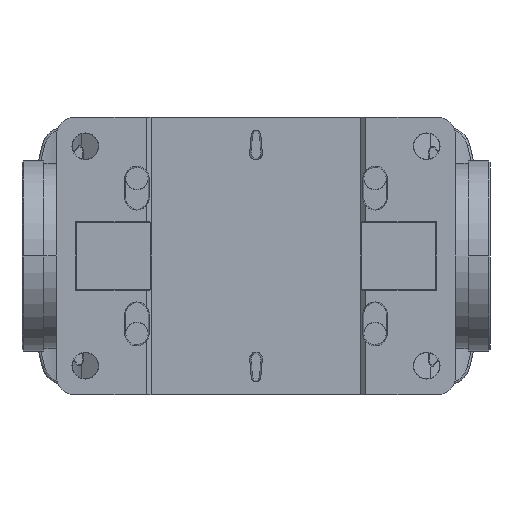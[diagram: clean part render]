
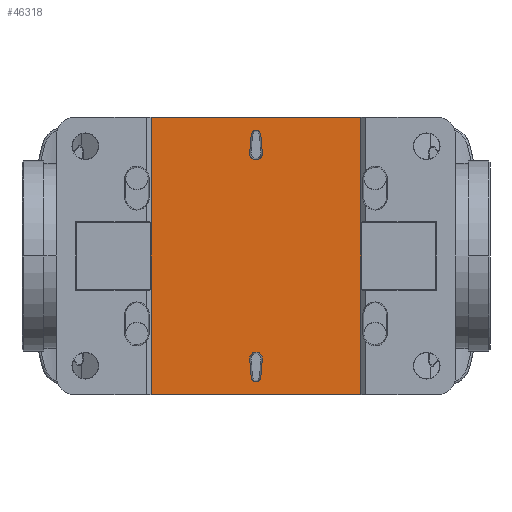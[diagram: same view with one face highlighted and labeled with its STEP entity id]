
A CAD part, front view. The second image highlights one B-rep face of the part: STEP entity #46318.
In plain terms, the highlighted planar face has unit normal (0, -1, 0).
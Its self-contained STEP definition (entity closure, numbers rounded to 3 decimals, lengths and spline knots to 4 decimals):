
#5143=DIRECTION('',(-1.,0.,0.));
#5144=VECTOR('',#5143,1.6929);
#5145=CARTESIAN_POINT('',(-3.6904,0.8724,
1.122));
#5146=LINE('',#5145,#5144);
#5147=DIRECTION('',(1.,0.,0.));
#5148=VECTOR('',#5147,1.6929);
#5149=CARTESIAN_POINT('',(-5.3833,0.8724,
-1.122));
#5150=LINE('',#5149,#5148);
#5151=DIRECTION('',(-0.087,0.,0.996));
#5152=VECTOR('',#5151,0.1491);
#5153=CARTESIAN_POINT('',(-4.5751,0.8724,
-0.981));
#5154=LINE('',#5153,#5152);
#5155=CARTESIAN_POINT('',(-4.5369,0.8724,
-0.9777));
#5156=DIRECTION('',(0.,1.,0.));
#5157=DIRECTION('',(0.996,0.,-0.087));
#5158=AXIS2_PLACEMENT_3D('',#5155,#5156,#5157);
#5160=DIRECTION('',(-0.087,0.,-0.996));
#5161=VECTOR('',#5160,0.1491);
#5162=CARTESIAN_POINT('',(-4.4856,0.8724,
-0.8325));
#5163=LINE('',#5162,#5161);
#5164=CARTESIAN_POINT('',(-4.5369,0.8724,
-0.828));
#5165=DIRECTION('',(0.,1.,0.));
#5166=DIRECTION('',(0.,0.,1.));
#5167=AXIS2_PLACEMENT_3D('',#5164,#5165,#5166);
#5169=CARTESIAN_POINT('',(-4.5369,0.8724,
-0.828));
#5170=DIRECTION('',(0.,1.,0.));
#5171=DIRECTION('',(-0.996,0.,-0.087));
#5172=AXIS2_PLACEMENT_3D('',#5169,#5170,#5171);
#5174=CARTESIAN_POINT('',(-4.4856,0.8724,
0.8323));
#5175=CARTESIAN_POINT('',(-4.4855,0.8724,
0.8306));
#5176=CARTESIAN_POINT('',(-4.4854,0.8724,
0.8272));
#5177=CARTESIAN_POINT('',(-4.4857,0.8724,
0.822));
#5178=CARTESIAN_POINT('',(-4.4866,0.8724,
0.8168));
#5179=CARTESIAN_POINT('',(-4.488,0.8724,
0.8117));
#5180=CARTESIAN_POINT('',(-4.49,0.8724,
0.8067));
#5181=CARTESIAN_POINT('',(-4.4924,0.8724,
0.8019));
#5182=CARTESIAN_POINT('',(-4.4954,0.8724,
0.7974));
#5183=CARTESIAN_POINT('',(-4.4988,0.8724,
0.7933));
#5184=CARTESIAN_POINT('',(-4.5026,0.8724,
0.7895));
#5185=CARTESIAN_POINT('',(-4.5068,0.8724,
0.7862));
#5186=CARTESIAN_POINT('',(-4.5113,0.8724,
0.7833));
#5187=CARTESIAN_POINT('',(-4.5161,0.8724,
0.7809));
#5188=CARTESIAN_POINT('',(-4.521,0.8724,
0.779));
#5189=CARTESIAN_POINT('',(-4.5262,0.8724,
0.7776));
#5190=CARTESIAN_POINT('',(-4.5315,0.8724,
0.7768));
#5191=CARTESIAN_POINT('',(-4.5369,0.8724,
0.7765));
#5192=CARTESIAN_POINT('',(-4.5422,0.8724,
0.7768));
#5193=CARTESIAN_POINT('',(-4.5475,0.8724,
0.7776));
#5194=CARTESIAN_POINT('',(-4.5527,0.8724,
0.779));
#5195=CARTESIAN_POINT('',(-4.5577,0.8724,
0.7809));
#5196=CARTESIAN_POINT('',(-4.5625,0.8724,
0.7833));
#5197=CARTESIAN_POINT('',(-4.567,0.8724,
0.7862));
#5198=CARTESIAN_POINT('',(-4.5711,0.8724,
0.7895));
#5199=CARTESIAN_POINT('',(-4.5749,0.8724,
0.7933));
#5200=CARTESIAN_POINT('',(-4.5783,0.8724,
0.7974));
#5201=CARTESIAN_POINT('',(-4.5813,0.8724,
0.8019));
#5202=CARTESIAN_POINT('',(-4.5838,0.8724,
0.8067));
#5203=CARTESIAN_POINT('',(-4.5857,0.8724,
0.8117));
#5204=CARTESIAN_POINT('',(-4.5871,0.8724,
0.8168));
#5205=CARTESIAN_POINT('',(-4.588,0.8724,
0.822));
#5206=CARTESIAN_POINT('',(-4.5884,0.8724,
0.8272));
#5207=CARTESIAN_POINT('',(-4.5883,0.8724,
0.8306));
#5208=CARTESIAN_POINT('',(-4.5881,0.8724,
0.8323));
#5210=DIRECTION('',(0.087,0.,-0.996));
#5211=VECTOR('',#5210,0.1492);
#5212=CARTESIAN_POINT('',(-4.4986,0.8724,
0.981));
#5213=LINE('',#5212,#5211);
#5214=CARTESIAN_POINT('',(-4.5369,0.8724,
0.9777));
#5215=DIRECTION('',(0.,1.,0.));
#5216=DIRECTION('',(0.,0.,1.));
#5217=AXIS2_PLACEMENT_3D('',#5214,#5215,#5216);
#5219=CARTESIAN_POINT('',(-4.5369,0.8724,
0.9777));
#5220=DIRECTION('',(0.,1.,0.));
#5221=DIRECTION('',(-0.996,0.,0.087));
#5222=AXIS2_PLACEMENT_3D('',#5219,#5220,#5221);
#5224=DIRECTION('',(0.087,0.,0.996));
#5225=VECTOR('',#5224,0.1492);
#5226=CARTESIAN_POINT('',(-4.5881,0.8724,
0.8324));
#5227=LINE('',#5226,#5225);
#5250=DIRECTION('',(0.,0.,1.));
#5251=VECTOR('',#5250,0.8469);
#5252=CARTESIAN_POINT('',(-5.3836,0.8722,
0.2751));
#5253=LINE('',#5252,#5251);
#5400=DIRECTION('',(0.,0.,1.));
#5401=VECTOR('',#5400,0.5502);
#5402=CARTESIAN_POINT('',(-5.3836,0.8722,
-0.2751));
#5403=LINE('',#5402,#5401);
#5444=DIRECTION('',(0.,0.,1.));
#5445=VECTOR('',#5444,0.8469);
#5446=CARTESIAN_POINT('',(-5.3833,0.8724,
-1.122));
#5447=LINE('',#5446,#5445);
#5564=DIRECTION('',(0.,0.,-1.));
#5565=VECTOR('',#5564,0.8469);
#5566=CARTESIAN_POINT('',(-3.6901,0.8722,
-0.2751));
#5567=LINE('',#5566,#5565);
#5652=DIRECTION('',(0.,0.,-1.));
#5653=VECTOR('',#5652,0.5502);
#5654=CARTESIAN_POINT('',(-3.6901,0.8722,
0.2751));
#5655=LINE('',#5654,#5653);
#5703=DIRECTION('',(0.,0.,-1.));
#5704=VECTOR('',#5703,0.8469);
#5705=CARTESIAN_POINT('',(-3.6904,0.8724,
1.122));
#5706=LINE('',#5705,#5704);
#36469=CARTESIAN_POINT('',(-4.5751,0.8724,
-0.981));
#36470=CARTESIAN_POINT('',(-4.5881,0.8724,
-0.8325));
#36471=VERTEX_POINT('',#36469);
#36472=VERTEX_POINT('',#36470);
#36473=CARTESIAN_POINT('',(-4.5369,0.8724,
-0.7766));
#36474=CARTESIAN_POINT('',(-4.4856,0.8724,
-0.8325));
#36475=VERTEX_POINT('',#36473);
#36476=VERTEX_POINT('',#36474);
#36477=CARTESIAN_POINT('',(-4.4986,0.8724,
-0.981));
#36478=VERTEX_POINT('',#36477);
#36479=CARTESIAN_POINT('',(-5.3836,0.8722,
0.2751));
#36480=CARTESIAN_POINT('',(-5.3833,0.8724,
1.122));
#36481=VERTEX_POINT('',#36479);
#36482=VERTEX_POINT('',#36480);
#36483=CARTESIAN_POINT('',(-5.3836,0.8722,
-0.2751));
#36484=VERTEX_POINT('',#36483);
#36485=CARTESIAN_POINT('',(-5.3833,0.8724,
-1.122));
#36486=VERTEX_POINT('',#36485);
#36487=CARTESIAN_POINT('',(-3.6904,0.8724,
-1.122));
#36488=VERTEX_POINT('',#36487);
#36489=CARTESIAN_POINT('',(-3.6901,0.8722,
-0.2751));
#36490=VERTEX_POINT('',#36489);
#36491=CARTESIAN_POINT('',(-3.6901,0.8722,
0.2751));
#36492=VERTEX_POINT('',#36491);
#36493=CARTESIAN_POINT('',(-3.6904,0.8724,
1.122));
#36494=VERTEX_POINT('',#36493);
#36495=VERTEX_POINT('',#5174);
#36496=VERTEX_POINT('',#5208);
#36497=CARTESIAN_POINT('',(-4.5751,0.8724,
0.981));
#36498=VERTEX_POINT('',#36497);
#36499=CARTESIAN_POINT('',(-4.5369,0.8724,
1.0161));
#36500=VERTEX_POINT('',#36499);
#36501=CARTESIAN_POINT('',(-4.4986,0.8724,
0.981));
#36502=VERTEX_POINT('',#36501);
#46272=CARTESIAN_POINT('',(-5.3833,0.8724,
-1.5354));
#46273=DIRECTION('',(0.,-1.,0.));
#46274=DIRECTION('',(0.,0.,-1.));
#46275=AXIS2_PLACEMENT_3D('',#46272,#46273,#46274);
#46276=PLANE('',#46275);
#46278=ORIENTED_EDGE('',*,*,#46277,.T.);
#46279=ORIENTED_EDGE('',*,*,#46242,.F.);
#46281=ORIENTED_EDGE('',*,*,#46280,.T.);
#46283=ORIENTED_EDGE('',*,*,#46282,.T.);
#46285=ORIENTED_EDGE('',*,*,#46284,.T.);
#46287=ORIENTED_EDGE('',*,*,#46286,.F.);
#46289=ORIENTED_EDGE('',*,*,#46288,.T.);
#46291=ORIENTED_EDGE('',*,*,#46290,.T.);
#46292=EDGE_LOOP('',(#46278,#46279,#46281,#46283,#46285,#46287,#46289,#46291));
#46293=FACE_OUTER_BOUND('',#46292,.F.);
#46295=ORIENTED_EDGE('',*,*,#46294,.F.);
#46297=ORIENTED_EDGE('',*,*,#46296,.F.);
#46299=ORIENTED_EDGE('',*,*,#46298,.F.);
#46301=ORIENTED_EDGE('',*,*,#46300,.F.);
#46303=ORIENTED_EDGE('',*,*,#46302,.F.);
#46304=EDGE_LOOP('',(#46295,#46297,#46299,#46301,#46303));
#46305=FACE_BOUND('',#46304,.F.);
#46307=ORIENTED_EDGE('',*,*,#46306,.F.);
#46309=ORIENTED_EDGE('',*,*,#46308,.F.);
#46311=ORIENTED_EDGE('',*,*,#46310,.F.);
#46313=ORIENTED_EDGE('',*,*,#46312,.F.);
#46315=ORIENTED_EDGE('',*,*,#46314,.F.);
#46316=EDGE_LOOP('',(#46307,#46309,#46311,#46313,#46315));
#46317=FACE_BOUND('',#46316,.F.);
#46318=ADVANCED_FACE('',(#46293,#46305,#46317),#46276,.T.);
#5159=CIRCLE('',#5158,0.0384);
#5168=CIRCLE('',#5167,0.0514);
#5173=CIRCLE('',#5172,0.0514);
#5209=B_SPLINE_CURVE_WITH_KNOTS('',3,(#5174,#5175,#5176,#5177,#5178,#5179,#5180,
#5181,#5182,#5183,#5184,#5185,#5186,#5187,#5188,#5189,#5190,#5191,#5192,#5193,
#5194,#5195,#5196,#5197,#5198,#5199,#5200,#5201,#5202,#5203,#5204,#5205,#5206,
#5207,#5208),.UNSPECIFIED.,.F.,.F.,(4,1,1,1,1,1,1,1,1,1,1,1,1,1,1,1,1,1,1,1,1,1,
1,1,1,1,1,1,1,1,1,1,4),(0.,0.0313,0.0625,0.0938,0.125,0.1563,
0.1875,0.2188,0.25,0.2813,0.3125,0.3438,0.375,0.4063,
0.4375,0.4688,0.5,0.5313,0.5625,0.5938,0.625,0.6563,
0.6875,0.7188,0.75,0.7813,0.8125,0.8438,0.875,0.9063,
0.9375,0.9688,1.),.UNSPECIFIED.);
#5218=CIRCLE('',#5217,0.0384);
#5223=CIRCLE('',#5222,0.0384);
#46242=EDGE_CURVE('',#36494,#36482,#5146,.T.);
#46277=EDGE_CURVE('',#36481,#36482,#5253,.T.);
#46280=EDGE_CURVE('',#36494,#36492,#5706,.T.);
#46282=EDGE_CURVE('',#36492,#36490,#5655,.T.);
#46284=EDGE_CURVE('',#36490,#36488,#5567,.T.);
#46286=EDGE_CURVE('',#36486,#36488,#5150,.T.);
#46288=EDGE_CURVE('',#36486,#36484,#5447,.T.);
#46290=EDGE_CURVE('',#36484,#36481,#5403,.T.);
#46294=EDGE_CURVE('',#36471,#36472,#5154,.T.);
#46296=EDGE_CURVE('',#36478,#36471,#5159,.T.);
#46298=EDGE_CURVE('',#36476,#36478,#5163,.T.);
#46300=EDGE_CURVE('',#36475,#36476,#5168,.T.);
#46302=EDGE_CURVE('',#36472,#36475,#5173,.T.);
#46306=EDGE_CURVE('',#36495,#36496,#5209,.T.);
#46308=EDGE_CURVE('',#36502,#36495,#5213,.T.);
#46310=EDGE_CURVE('',#36500,#36502,#5218,.T.);
#46312=EDGE_CURVE('',#36498,#36500,#5223,.T.);
#46314=EDGE_CURVE('',#36496,#36498,#5227,.T.);
